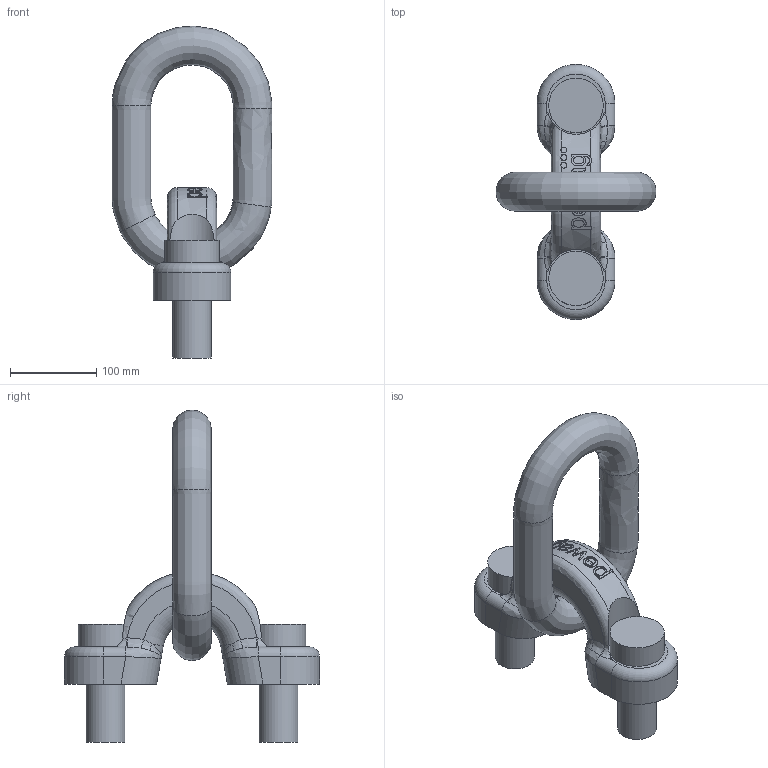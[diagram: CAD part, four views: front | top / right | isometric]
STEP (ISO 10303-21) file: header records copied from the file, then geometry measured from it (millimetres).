
FILE_DESCRIPTION(/* description */ (''),/* implementation_level */ '2;1');
FILE_NAME(/* name */ 'AOR_28.stp',/* time_stamp */ '2017-10-30T11:57:26+01:00',/* author */ (''),/* organization */ (''),/* preprocessor_version */ 'ST-DEVELOPER v16',/* originating_system */ 'SIEMENS PLM Software NX 11.0',/* authorisation */ '');
FILE_SCHEMA (('AUTOMOTIVE_DESIGN { 1 0 10303 214 3 1 1 1 }'));
Length unit declared in the file: millimetre
Products named in the file (1): mum6A885102mqwz
Bounding box: 185 x 295 x 383.97 mm (x, y, z)
Volume: 2591040.5 mm3; surface area: 244081.7 mm2
Topology: 4 solids, 4 shells, 175 faces, 441 edges, 277 vertices
Faces by surface type: plane 56, extrusion 45, cylinder 34, bspline 32, torus 8
Full cylindrical faces by diameter (mm): 6.75 x3, 45 x2, 47 x2, 63 x2
Entity records: 7998 total; most frequent: CARTESIAN_POINT 3657, ORIENTED_EDGE 840, DIRECTION 573, EDGE_CURVE 420, VERTEX_POINT 273, B_SPLINE_CURVE_WITH_KNOTS 239, AXIS2_PLACEMENT_3D 207, EDGE_LOOP 201
